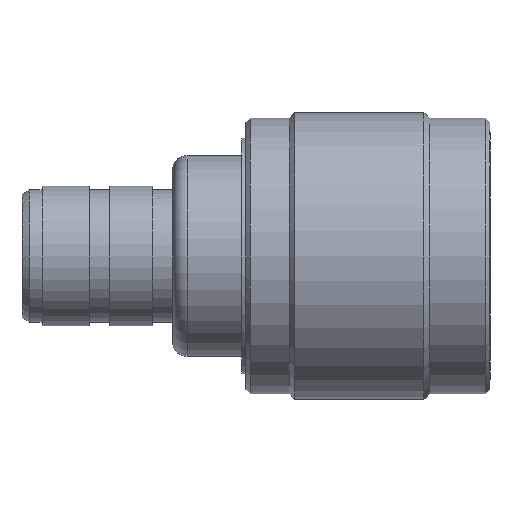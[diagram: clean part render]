
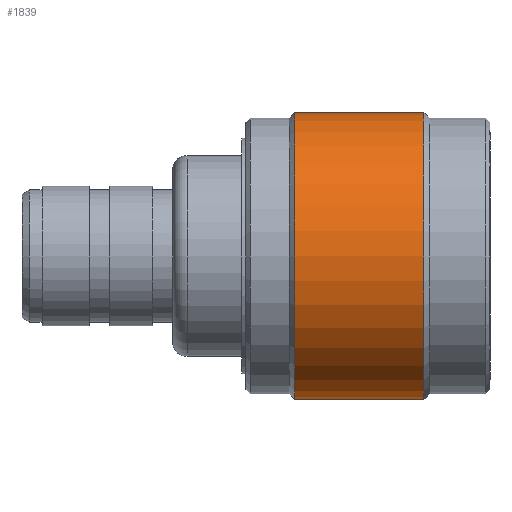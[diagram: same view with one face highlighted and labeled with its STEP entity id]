
A CAD part, front view. The second image highlights one B-rep face of the part: STEP entity #1839.
In plain terms, the highlighted cylindrical face has radius 10 mm (diameter 20 mm), a partial arc.
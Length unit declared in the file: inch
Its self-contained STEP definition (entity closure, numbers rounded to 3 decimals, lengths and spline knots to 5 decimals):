
#555 = DIRECTION ( 'NONE',  ( 0., 0., -1. ) ) ;
#562 = CARTESIAN_POINT ( 'NONE',  ( 0.68231, 0., 0. ) ) ;
#564 = DIRECTION ( 'NONE',  ( 1., 0., 0. ) ) ;
#600 = DIRECTION ( 'NONE',  ( 0., 0., -1. ) ) ;
#601 = DIRECTION ( 'NONE',  ( 1., 0., 0. ) ) ;
#602 = AXIS2_PLACEMENT_3D ( 'NONE', #606, #601, #600 ) ;
#606 = CARTESIAN_POINT ( 'NONE',  ( 0.27257, 0., 0. ) ) ;
#614 = FACE_OUTER_BOUND ( 'NONE', #1825, .T. ) ;
#615 = CYLINDRICAL_SURFACE ( 'NONE', #602, 0.3937 ) ;
#626 = AXIS2_PLACEMENT_3D ( 'NONE', #562, #564, #555 ) ;
#642 = CIRCLE ( 'NONE', #626, 0.3937 ) ;
#735 = DIRECTION ( 'NONE',  ( 0., 0., -1. ) ) ;
#736 = DIRECTION ( 'NONE',  ( 1., 0., 0. ) ) ;
#737 = CARTESIAN_POINT ( 'NONE',  ( 0.32798, 0., 0. ) ) ;
#743 = AXIS2_PLACEMENT_3D ( 'NONE', #737, #736, #735 ) ;
#756 = CIRCLE ( 'NONE', #743, 0.3937 ) ;
#1026 = VERTEX_POINT ( 'NONE', #2001 ) ;
#1029 = VERTEX_POINT ( 'NONE', #1896 ) ;
#1122 = VERTEX_POINT ( 'NONE', #2193 ) ;
#1124 = EDGE_CURVE ( 'NONE', #1029, #1026, #2185, .T. ) ;
#1130 = EDGE_CURVE ( 'NONE', #1171, #1122, #2165, .T. ) ;
#1171 = VERTEX_POINT ( 'NONE', #2104 ) ;
#1377 = EDGE_CURVE ( 'NONE', #1171, #1029, #756, .T. ) ;
#1379 = ORIENTED_EDGE ( 'NONE', *, *, #1130, .F. ) ;
#1381 = ORIENTED_EDGE ( 'NONE', *, *, #1124, .T. ) ;
#1808 = ORIENTED_EDGE ( 'NONE', *, *, #1824, .F. ) ;
#1812 = ORIENTED_EDGE ( 'NONE', *, *, #1377, .T. ) ;
#1824 = EDGE_CURVE ( 'NONE', #1122, #1026, #642, .T. ) ;
#1825 = EDGE_LOOP ( 'NONE', ( #1379, #1812, #1381, #1808 ) ) ;
#1839 = ADVANCED_FACE ( 'NONE', ( #614 ), #615, .T. ) ;
#1896 = CARTESIAN_POINT ( 'NONE',  ( 0.32798, 0., -0.3937 ) ) ;
#2001 = CARTESIAN_POINT ( 'NONE',  ( 0.68231, 0., -0.3937 ) ) ;
#2104 = CARTESIAN_POINT ( 'NONE',  ( 0.32798, 0., 0.3937 ) ) ;
#2162 = DIRECTION ( 'NONE',  ( 1., 0., 0. ) ) ;
#2163 = VECTOR ( 'NONE', #2162, 39.37008 ) ;
#2164 = CARTESIAN_POINT ( 'NONE',  ( 0.27257, 0., 0.3937 ) ) ;
#2165 = LINE ( 'NONE', #2164, #2163 ) ;
#2173 = DIRECTION ( 'NONE',  ( 1., 0., 0. ) ) ;
#2185 = LINE ( 'NONE', #2192, #2187 ) ;
#2187 = VECTOR ( 'NONE', #2173, 39.37008 ) ;
#2192 = CARTESIAN_POINT ( 'NONE',  ( 0.27257, 0., -0.3937 ) ) ;
#2193 = CARTESIAN_POINT ( 'NONE',  ( 0.68231, 0., 0.3937 ) ) ;
